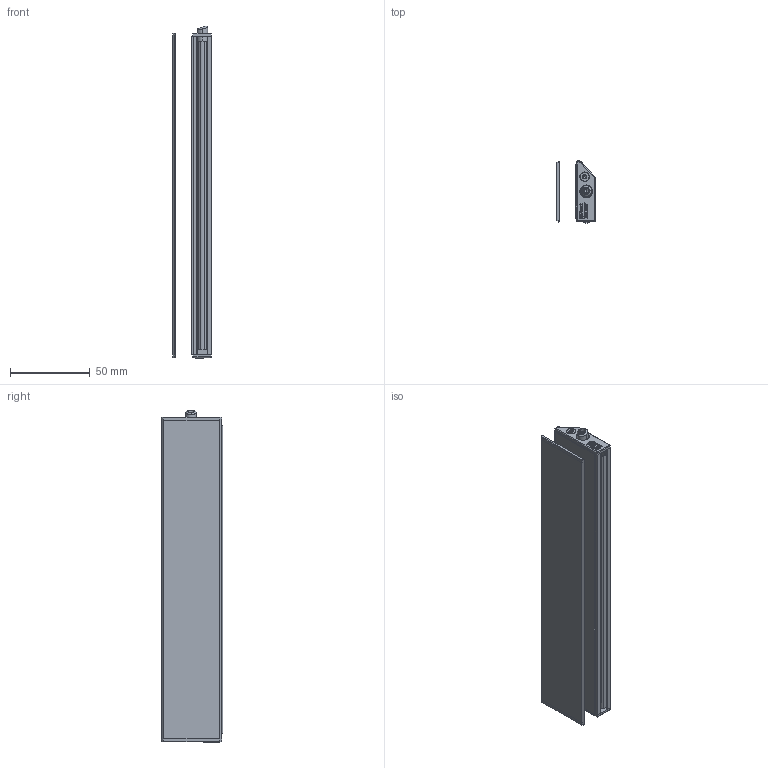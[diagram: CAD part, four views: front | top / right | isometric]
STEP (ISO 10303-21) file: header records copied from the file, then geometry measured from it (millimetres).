
FILE_DESCRIPTION (( 'STEP AP203' ), '1' );
FILE_NAME ('Planet KG-SC für Website Auslöseseite li.STEP', '2025-09-03T12:06:39', ( '' ), ( '' ), 'SwSTEP 2.0', 'SolidWorks 2023', '' );
FILE_SCHEMA (( 'CONFIG_CONTROL_DESIGN' ));
Length unit declared in the file: millimetre
Products named in the file (16): WebsiteMusterbox Glas - Planet US Innenprofil_01; Schutzprofil KG S schmal_Nase_bündig_ohne Nase unten; KG Klebeband 1x34mm_960; WebsiteMusterbox Glas - Silikonlippe US_Musterbox Glas; KG-Blende_Website; Abdeckung für KG-Blende_Version C; WebsiteMusterbox Glas - Innenprofil-US_Musterbox Glas; Abschlusskappe li Loch+_1000883-Haube KG-S schmal li ohne Bohrung; Website-Planet WA_194 Auslösung links; 900154 Betätigungsteil M5, 3Ril- rot, FT-HS_900291-Betätigungsteil M5, 3Ril. schwarz , JP; Baugruppe Blende; KG Klebeband 1x12mm_Website 200; WebsiteMusterbox Glas - Aussenprofil WA_Musterbox Glas; Planet KG-SC für Website Auslöseseite li; Musterbox Glas Schraube 2.9x13; Abschlusskappe re+_1000883-Haube KG-S schmal li ohne Bohrung
Assembly tree (17 placements, depth 4):
  Planet KG-SC für Website Auslöseseite li
    Schutzprofil KG S schmal_Nase_bündig_ohne Nase unten
    KG Klebeband 1x34mm_960
    Baugruppe Blende
      KG-Blende_Website
      Abdeckung für KG-Blende_Version C  x2
    Musterbox Glas Schraube 2.9x13  x2
    KG Klebeband 1x12mm_Website 200
    Abschlusskappe li Loch+_1000883-Haube KG-S schmal li ohne Bohrung
    Abschlusskappe re+_1000883-Haube KG-S schmal li ohne Bohrung
    Website-Planet WA_194 Auslösung links
      WebsiteMusterbox Glas - Aussenprofil WA_Musterbox Glas
      WebsiteMusterbox Glas - Planet US Innenprofil_01
        WebsiteMusterbox Glas - Innenprofil-US_Musterbox Glas
        WebsiteMusterbox Glas - Silikonlippe US_Musterbox Glas
      900154 Betätigungsteil M5, 3Ril- rot, FT-HS_900291-Betätigungsteil M5, 3Ril. schwarz , JP
Bounding box: 24.5 x 38.79 x 208.57 mm (x, y, z)
Volume: 77751.3 mm3; surface area: 129332.9 mm2
Topology: 14 solids, 14 shells, 914 faces, 2457 edges, 1603 vertices
Faces by surface type: plane 531, bspline 165, cylinder 164, cone 32, torus 18, sphere 4
Entity records: 29425 total; most frequent: CARTESIAN_POINT 7409, ORIENTED_EDGE 4564, DIRECTION 3577, EDGE_CURVE 2282, VECTOR 1571, LINE 1571, VERTEX_POINT 1503, AXIS2_PLACEMENT_3D 1003
